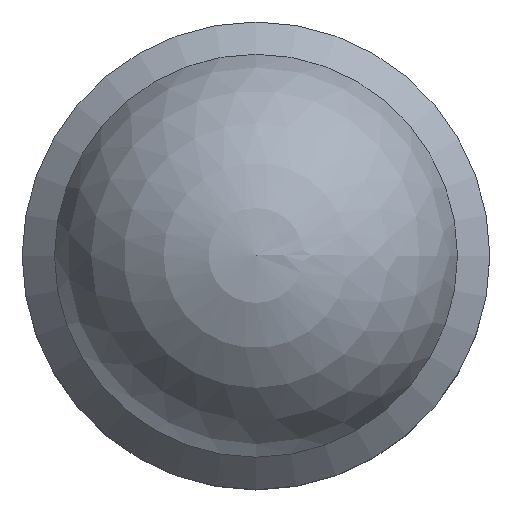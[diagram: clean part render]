
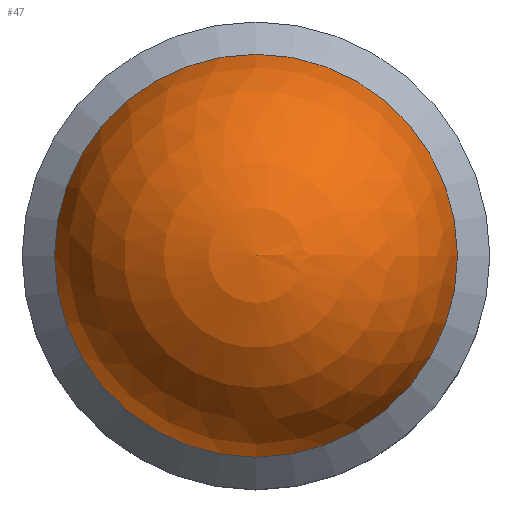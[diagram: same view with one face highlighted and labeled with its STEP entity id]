
A CAD part, top view. The second image highlights one B-rep face of the part: STEP entity #47.
In plain terms, the highlighted spherical face has radius 12 mm.
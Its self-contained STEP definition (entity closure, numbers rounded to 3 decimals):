
#47 = ADVANCED_FACE( '', ( #98 ), #99, .T. );
#98 = FACE_OUTER_BOUND( '', #149, .T. );
#99 = SPHERICAL_SURFACE( '', #150, 12. );
#149 = EDGE_LOOP( '', ( #220 ) );
#150 = AXIS2_PLACEMENT_3D( '', #221, #222, #223 );
#220 = ORIENTED_EDGE( '', *, *, #282, .T. );
#221 = CARTESIAN_POINT( '', ( 0., 0., 12. ) );
#222 = DIRECTION( '', ( 0., 0., 1. ) );
#223 = DIRECTION( '', ( 1., 0., 0. ) );
#282 = EDGE_CURVE( '', #325, #325, #326, .T. );
#325 = VERTEX_POINT( '', #384 );
#326 = CIRCLE( '', #385, 11.848 );
#384 = CARTESIAN_POINT( '', ( 11.848, 0., 13.902 ) );
#385 = AXIS2_PLACEMENT_3D( '', #442, #443, #444 );
#442 = CARTESIAN_POINT( '', ( 0., 0., 13.902 ) );
#443 = DIRECTION( '', ( 0., 0., 1. ) );
#444 = DIRECTION( '', ( 1., 0., 0. ) );
